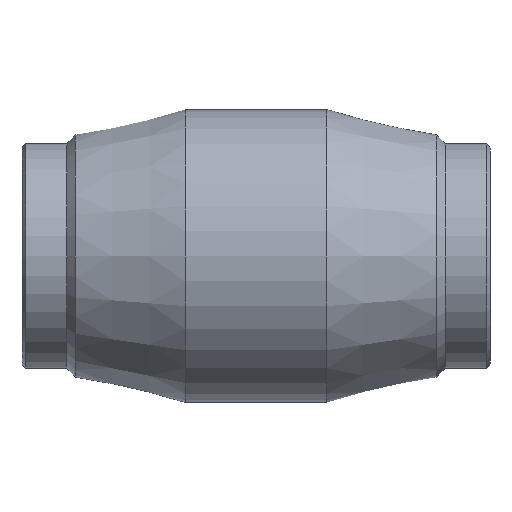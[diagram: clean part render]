
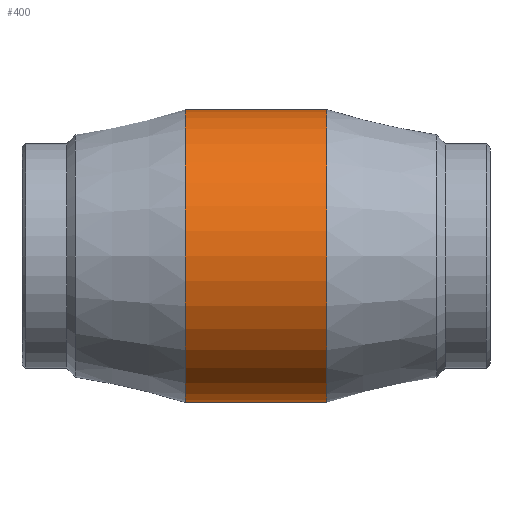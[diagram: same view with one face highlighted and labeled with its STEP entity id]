
A CAD part, front view. The second image highlights one B-rep face of the part: STEP entity #400.
In plain terms, the highlighted cylindrical face has radius 109.55 mm (diameter 219.1 mm), a full revolution.
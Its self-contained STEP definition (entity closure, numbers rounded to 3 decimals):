
#300=CARTESIAN_POINT('',(201.5,0.0,0.0));
#301=DIRECTION('',(1.0,0.0,0.0));
#302=DIRECTION('',(0.0,1.0,0.0));
#303=AXIS2_PLACEMENT_3D('',#300,#301,#302);
#304=CYLINDRICAL_SURFACE('',#303,109.55);
#305=CARTESIAN_POINT('',(122.0,109.55,0.0));
#306=VERTEX_POINT('',#305);
#307=CARTESIAN_POINT('',(122.0,0.0,0.0));
#308=DIRECTION('',(1.0,0.0,0.0));
#309=DIRECTION('',(0.0,1.0,0.0));
#310=AXIS2_PLACEMENT_3D('',#307,#308,#309);
#311=CIRCLE('',#310,109.55);
#312=EDGE_CURVE('',#306,#306,#311,.T.);
#313=ORIENTED_EDGE('',*,*,#312,.T.);
#314=EDGE_LOOP('',(#313));
#315=FACE_OUTER_BOUND('',#314,.T.);
#316=CARTESIAN_POINT('',(175.,104.618,-32.5));
#317=VERTEX_POINT('',#316);
#318=CARTESIAN_POINT('',(175.,104.618,-32.5));
#319=CARTESIAN_POINT('',(177.054,104.618,-32.5));
#320=CARTESIAN_POINT('',(179.174,104.68,-32.302));
#321=CARTESIAN_POINT('',(183.383,104.932,-31.473));
#322=CARTESIAN_POINT('',(185.472,105.122,-30.843));
#323=CARTESIAN_POINT('',(189.471,105.596,-29.181));
#324=CARTESIAN_POINT('',(191.385,105.879,-28.148));
#325=CARTESIAN_POINT('',(194.922,106.484,-25.766));
#326=CARTESIAN_POINT('',(196.545,106.804,-24.417));
#327=CARTESIAN_POINT('',(199.417,107.42,-21.545));
#328=CARTESIAN_POINT('',(200.766,107.738,-19.923));
#329=CARTESIAN_POINT('',(203.148,108.332,-16.386));
#330=CARTESIAN_POINT('',(204.181,108.609,-14.472));
#331=CARTESIAN_POINT('',(205.843,109.067,-10.471));
#332=CARTESIAN_POINT('',(206.474,109.249,-8.382));
#333=CARTESIAN_POINT('',(207.302,109.491,-4.173));
#334=CARTESIAN_POINT('',(207.5,109.55,-2.054));
#335=CARTESIAN_POINT('',(207.5,109.55,2.054));
#336=CARTESIAN_POINT('',(207.302,109.491,4.173));
#337=CARTESIAN_POINT('',(206.474,109.249,8.382));
#338=CARTESIAN_POINT('',(205.843,109.067,10.471));
#339=CARTESIAN_POINT('',(204.181,108.609,14.472));
#340=CARTESIAN_POINT('',(203.148,108.332,16.386));
#341=CARTESIAN_POINT('',(200.766,107.738,19.923));
#342=CARTESIAN_POINT('',(199.417,107.42,21.545));
#343=CARTESIAN_POINT('',(196.545,106.804,24.417));
#344=CARTESIAN_POINT('',(194.922,106.484,25.766));
#345=CARTESIAN_POINT('',(191.385,105.879,28.148));
#346=CARTESIAN_POINT('',(189.471,105.596,29.181));
#347=CARTESIAN_POINT('',(185.472,105.122,30.843));
#348=CARTESIAN_POINT('',(183.383,104.932,31.473));
#349=CARTESIAN_POINT('',(179.174,104.68,32.302));
#350=CARTESIAN_POINT('',(177.054,104.618,32.5));
#351=CARTESIAN_POINT('',(172.946,104.618,32.5));
#352=CARTESIAN_POINT('',(170.826,104.68,32.302));
#353=CARTESIAN_POINT('',(166.617,104.932,31.473));
#354=CARTESIAN_POINT('',(164.528,105.122,30.843));
#355=CARTESIAN_POINT('',(160.529,105.596,29.181));
#356=CARTESIAN_POINT('',(158.615,105.879,28.148));
#357=CARTESIAN_POINT('',(155.078,106.484,25.766));
#358=CARTESIAN_POINT('',(153.455,106.804,24.417));
#359=CARTESIAN_POINT('',(150.583,107.42,21.545));
#360=CARTESIAN_POINT('',(149.234,107.738,19.923));
#361=CARTESIAN_POINT('',(146.852,108.332,16.386));
#362=CARTESIAN_POINT('',(145.819,108.609,14.472));
#363=CARTESIAN_POINT('',(144.157,109.067,10.471));
#364=CARTESIAN_POINT('',(143.526,109.249,8.382));
#365=CARTESIAN_POINT('',(142.698,109.491,4.173));
#366=CARTESIAN_POINT('',(142.5,109.55,2.054));
#367=CARTESIAN_POINT('',(142.5,109.55,-2.054));
#368=CARTESIAN_POINT('',(142.698,109.491,-4.173));
#369=CARTESIAN_POINT('',(143.526,109.249,-8.382));
#370=CARTESIAN_POINT('',(144.157,109.067,-10.471));
#371=CARTESIAN_POINT('',(145.819,108.609,-14.472));
#372=CARTESIAN_POINT('',(146.852,108.332,-16.386));
#373=CARTESIAN_POINT('',(149.234,107.738,-19.923));
#374=CARTESIAN_POINT('',(150.583,107.42,-21.545));
#375=CARTESIAN_POINT('',(153.455,106.804,-24.417));
#376=CARTESIAN_POINT('',(155.078,106.484,-25.766));
#377=CARTESIAN_POINT('',(158.615,105.879,-28.148));
#378=CARTESIAN_POINT('',(160.529,105.596,-29.181));
#379=CARTESIAN_POINT('',(164.528,105.122,-30.843));
#380=CARTESIAN_POINT('',(166.617,104.932,-31.473));
#381=CARTESIAN_POINT('',(170.826,104.68,-32.302));
#382=CARTESIAN_POINT('',(172.946,104.618,-32.5));
#383=CARTESIAN_POINT('',(175.,104.618,-32.5));
#384=B_SPLINE_CURVE_WITH_KNOTS('',3,(#318,#319,#320,#321,#322,#323,#324,#325,#326,#327,#328,#329,#330,#331,#332,#333,#334,#335,#336,#337,#338,#339,#340,#341,#342,#343,#344,#345,#346,#347,#348,#349,#350,#351,#352,#353,#354,#355,#356,#357,#358,#359,#360,#361,#362,#363,#364,#365,#366,#367,#368,#369,#370,#371,#372,#373,#374,#375,#376,#377,#378,#379,#380,#381,#382,#383),.UNSPECIFIED.,.T.,.U.,(4,2,2,2,2,2,2,2,2,2,2,2,2,2,2,2,2,2,2,2,2,2,2,2,2,2,2,2,2,2,2,2,4),(0.0,0.616,1.232,1.849,2.465,3.081,3.697,4.313,4.929,5.545,6.161,6.777,7.393,8.01,8.626,9.242,9.858,10.474,11.091,11.707,12.323,12.939,13.555,14.171,14.787,15.403,16.019,16.635,17.252,17.868,18.484,19.1,19.716),.UNSPECIFIED.);
#385=EDGE_CURVE('',#317,#317,#384,.T.);
#386=ORIENTED_EDGE('',*,*,#385,.T.);
#387=EDGE_LOOP('',(#386));
#388=FACE_BOUND('',#387,.T.);
#389=CARTESIAN_POINT('',(228.,109.55,0.0));
#390=VERTEX_POINT('',#389);
#391=CARTESIAN_POINT('',(228.,0.0,0.0));
#392=DIRECTION('',(1.0,0.0,0.0));
#393=DIRECTION('',(0.0,1.0,0.0));
#394=AXIS2_PLACEMENT_3D('',#391,#392,#393);
#395=CIRCLE('',#394,109.55);
#396=EDGE_CURVE('',#390,#390,#395,.T.);
#397=ORIENTED_EDGE('',*,*,#396,.F.);
#398=EDGE_LOOP('',(#397));
#399=FACE_BOUND('',#398,.T.);
#400=ADVANCED_FACE('',(#315,#388,#399),#304,.T.);
